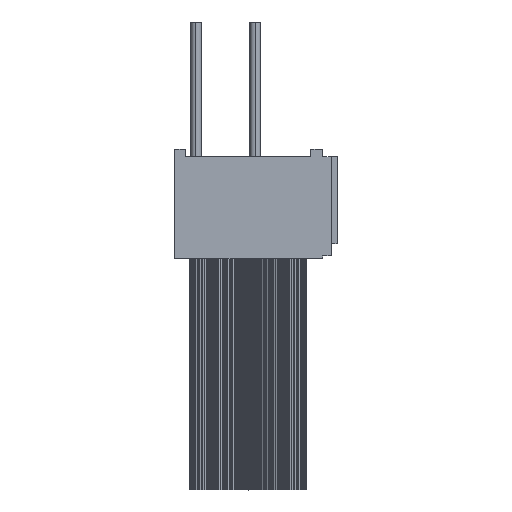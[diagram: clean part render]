
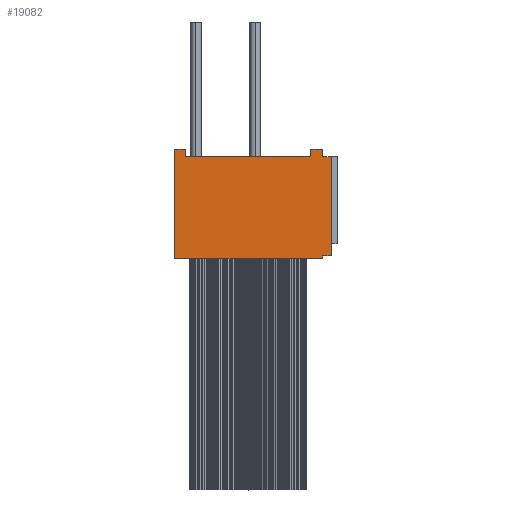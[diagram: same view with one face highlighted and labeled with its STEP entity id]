
A CAD part, top view. The second image highlights one B-rep face of the part: STEP entity #19082.
In plain terms, the highlighted planar face has unit normal (0, 0, 1).
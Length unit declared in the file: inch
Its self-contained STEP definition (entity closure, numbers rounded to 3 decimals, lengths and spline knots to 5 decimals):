
#1997=DIRECTION('',(1.,0.,0.));
#1998=VECTOR('',#1997,0.25);
#1999=CARTESIAN_POINT('',(-0.124,0.,0.13));
#2000=LINE('',#1999,#1998);
#4273=DIRECTION('',(0.,1.,0.));
#4274=VECTOR('',#4273,0.005);
#4275=CARTESIAN_POINT('',(0.126,0.,0.13));
#4276=LINE('',#4275,#4274);
#4277=DIRECTION('',(1.,0.,0.));
#4278=VECTOR('',#4277,0.018);
#4279=CARTESIAN_POINT('',(-0.124,0.185,0.13));
#4280=LINE('',#4279,#4278);
#4281=DIRECTION('',(0.,-1.,0.));
#4282=VECTOR('',#4281,0.013);
#4283=CARTESIAN_POINT('',(-0.106,0.185,0.13));
#4284=LINE('',#4283,#4282);
#4285=DIRECTION('',(1.,0.,0.));
#4286=VECTOR('',#4285,0.02);
#4287=CARTESIAN_POINT('',(0.106,0.185,0.13));
#4288=LINE('',#4287,#4286);
#4289=DIRECTION('',(0.,-1.,0.));
#4290=VECTOR('',#4289,0.013);
#4291=CARTESIAN_POINT('',(0.126,0.185,0.13));
#4292=LINE('',#4291,#4290);
#4293=DIRECTION('',(0.,-1.,0.));
#4294=VECTOR('',#4293,0.167);
#4295=CARTESIAN_POINT('',(0.141,0.172,0.13));
#4296=LINE('',#4295,#4294);
#4305=DIRECTION('',(0.,-1.,0.));
#4306=VECTOR('',#4305,0.185);
#4307=CARTESIAN_POINT('',(-0.124,0.185,0.13));
#4308=LINE('',#4307,#4306);
#4353=DIRECTION('',(-1.,0.,0.));
#4354=VECTOR('',#4353,0.015);
#4355=CARTESIAN_POINT('',(0.141,0.172,0.13));
#4356=LINE('',#4355,#4354);
#4369=DIRECTION('',(-1.,0.,0.));
#4370=VECTOR('',#4369,0.212);
#4371=CARTESIAN_POINT('',(0.106,0.172,0.13));
#4372=LINE('',#4371,#4370);
#4471=DIRECTION('',(1.,0.,0.));
#4472=VECTOR('',#4471,0.015);
#4473=CARTESIAN_POINT('',(0.126,0.005,0.13));
#4474=LINE('',#4473,#4472);
#4611=DIRECTION('',(0.,-1.,0.));
#4612=VECTOR('',#4611,0.013);
#4613=CARTESIAN_POINT('',(0.106,0.185,0.13));
#4614=LINE('',#4613,#4612);
#11875=CARTESIAN_POINT('',(-0.124,0.,0.13));
#11876=VERTEX_POINT('',#11875);
#11877=CARTESIAN_POINT('',(0.126,0.,0.13));
#11878=VERTEX_POINT('',#11877);
#13248=CARTESIAN_POINT('',(0.126,0.005,0.13));
#13249=VERTEX_POINT('',#13248);
#13250=CARTESIAN_POINT('',(-0.124,0.185,0.13));
#13251=VERTEX_POINT('',#13250);
#13252=CARTESIAN_POINT('',(-0.106,0.185,0.13));
#13253=VERTEX_POINT('',#13252);
#13254=CARTESIAN_POINT('',(-0.106,0.172,0.13));
#13255=VERTEX_POINT('',#13254);
#13256=CARTESIAN_POINT('',(0.106,0.172,0.13));
#13257=VERTEX_POINT('',#13256);
#13258=CARTESIAN_POINT('',(0.106,0.185,0.13));
#13259=VERTEX_POINT('',#13258);
#13260=CARTESIAN_POINT('',(0.126,0.185,0.13));
#13261=VERTEX_POINT('',#13260);
#13262=CARTESIAN_POINT('',(0.126,0.172,0.13));
#13263=VERTEX_POINT('',#13262);
#13264=CARTESIAN_POINT('',(0.141,0.172,0.13));
#13265=VERTEX_POINT('',#13264);
#13266=CARTESIAN_POINT('',(0.141,0.005,0.13));
#13267=VERTEX_POINT('',#13266);
#19053=CARTESIAN_POINT('',(-0.124,0.,0.13));
#19054=DIRECTION('',(0.,0.,-1.));
#19055=DIRECTION('',(1.,0.,0.));
#19056=AXIS2_PLACEMENT_3D('',#19053,#19054,#19055);
#19057=PLANE('',#19056);
#19058=ORIENTED_EDGE('',*,*,#17959,.F.);
#19060=ORIENTED_EDGE('',*,*,#19059,.F.);
#19062=ORIENTED_EDGE('',*,*,#19061,.T.);
#19064=ORIENTED_EDGE('',*,*,#19063,.T.);
#19066=ORIENTED_EDGE('',*,*,#19065,.F.);
#19068=ORIENTED_EDGE('',*,*,#19067,.F.);
#19070=ORIENTED_EDGE('',*,*,#19069,.T.);
#19072=ORIENTED_EDGE('',*,*,#19071,.T.);
#19074=ORIENTED_EDGE('',*,*,#19073,.F.);
#19076=ORIENTED_EDGE('',*,*,#19075,.T.);
#19078=ORIENTED_EDGE('',*,*,#19077,.F.);
#19079=ORIENTED_EDGE('',*,*,#19046,.F.);
#19080=EDGE_LOOP('',(#19058,#19060,#19062,#19064,#19066,#19068,#19070,#19072,
#19074,#19076,#19078,#19079));
#19081=FACE_OUTER_BOUND('',#19080,.F.);
#19082=ADVANCED_FACE('',(#19081),#19057,.F.);
#17959=EDGE_CURVE('',#11876,#11878,#2000,.T.);
#19046=EDGE_CURVE('',#11878,#13249,#4276,.T.);
#19059=EDGE_CURVE('',#13251,#11876,#4308,.T.);
#19061=EDGE_CURVE('',#13251,#13253,#4280,.T.);
#19063=EDGE_CURVE('',#13253,#13255,#4284,.T.);
#19065=EDGE_CURVE('',#13257,#13255,#4372,.T.);
#19067=EDGE_CURVE('',#13259,#13257,#4614,.T.);
#19069=EDGE_CURVE('',#13259,#13261,#4288,.T.);
#19071=EDGE_CURVE('',#13261,#13263,#4292,.T.);
#19073=EDGE_CURVE('',#13265,#13263,#4356,.T.);
#19075=EDGE_CURVE('',#13265,#13267,#4296,.T.);
#19077=EDGE_CURVE('',#13249,#13267,#4474,.T.);
